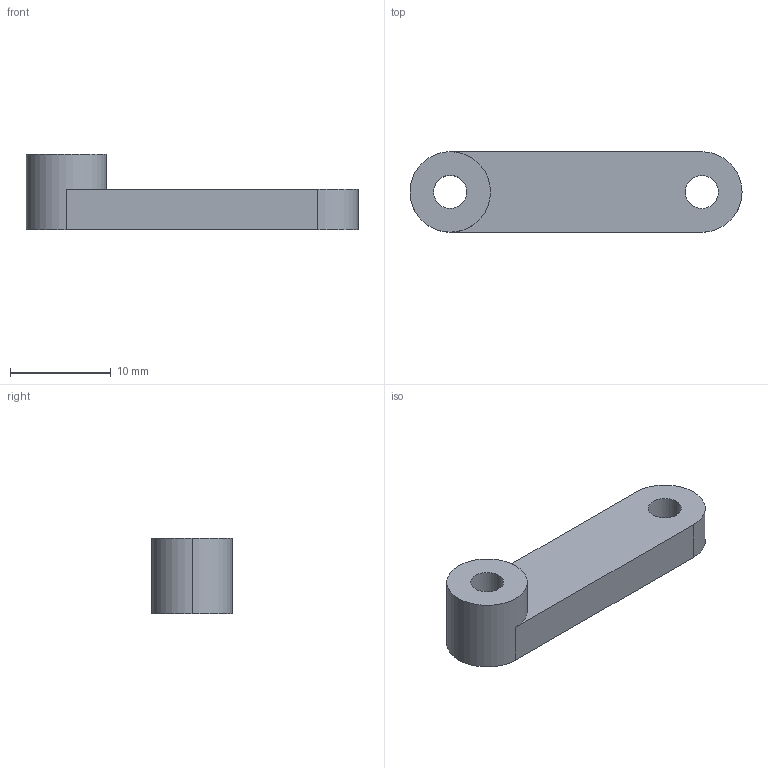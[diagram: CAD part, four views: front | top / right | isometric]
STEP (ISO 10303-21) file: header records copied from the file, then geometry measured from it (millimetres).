
FILE_DESCRIPTION (( 'STEP AP214' ), '1' );
FILE_NAME ('linkage.STEP', '2025-01-15T23:45:55', ( '' ), ( '' ), 'SwSTEP 2.0', 'SolidWorks 2023', '' );
FILE_SCHEMA (( 'AUTOMOTIVE_DESIGN' ));
Length unit declared in the file: millimetre
Products named in the file (1): linkage
Bounding box: 33 x 8 x 7.5 mm (x, y, z)
Volume: 1078.6 mm3; surface area: 974 mm2
Topology: 1 solids, 1 shells, 12 faces, 30 edges, 20 vertices
Faces by surface type: cylinder 7, plane 5
Entity records: 401 total; most frequent: DIRECTION 72, CARTESIAN_POINT 63, ORIENTED_EDGE 60, EDGE_CURVE 30, AXIS2_PLACEMENT_3D 29, VERTEX_POINT 20, CIRCLE 16, EDGE_LOOP 16
